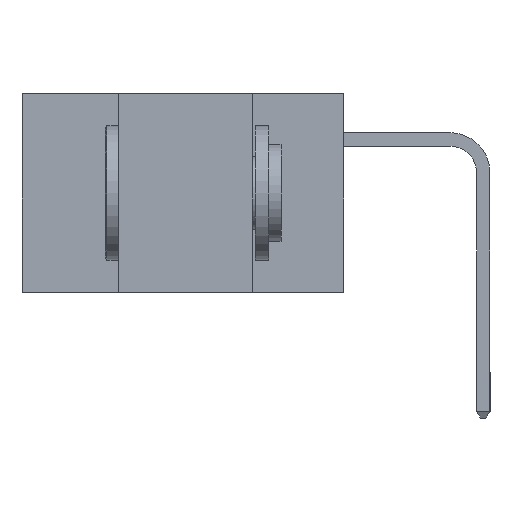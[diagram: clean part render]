
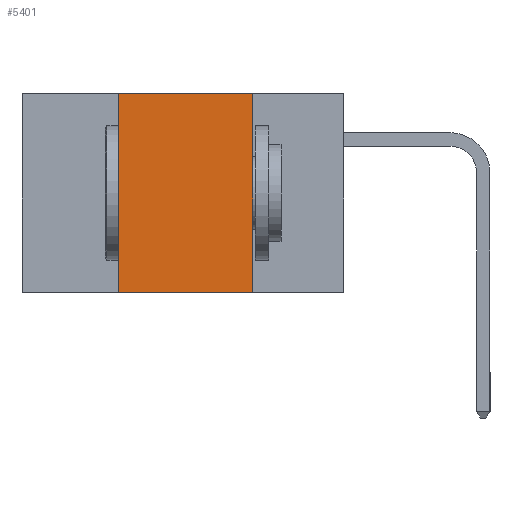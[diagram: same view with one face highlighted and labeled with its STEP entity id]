
A CAD part, left-side view. The second image highlights one B-rep face of the part: STEP entity #5401.
In plain terms, the highlighted planar face has unit normal (-1, 0, 0).
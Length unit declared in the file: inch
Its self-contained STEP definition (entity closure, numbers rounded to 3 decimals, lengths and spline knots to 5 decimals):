
#250 = CARTESIAN_POINT ( 'NONE',  ( 0., 0.6, 0. ) ) ;
#614 = LINE ( 'NONE', #6579, #17291 ) ;
#1143 = VERTEX_POINT ( 'NONE', #12177 ) ;
#1414 = VECTOR ( 'NONE', #2141, 39.37008 ) ;
#2141 = DIRECTION ( 'NONE',  ( 0., 0., 1. ) ) ;
#4348 = EDGE_CURVE ( 'NONE', #12814, #1143, #14235, .T. ) ;
#5401 = ADVANCED_FACE ( 'NONE', ( #6013 ), #10400, .F. ) ;
#6013 = FACE_OUTER_BOUND ( 'NONE', #9291, .T. ) ;
#6066 = VERTEX_POINT ( 'NONE', #11877 ) ;
#6579 = CARTESIAN_POINT ( 'NONE',  ( 0., 0.6, 0. ) ) ;
#7537 = ORIENTED_EDGE ( 'NONE', *, *, #12709, .F. ) ;
#7913 = DIRECTION ( 'NONE',  ( 0., -1., 0. ) ) ;
#7952 = CARTESIAN_POINT ( 'NONE',  ( 0., 0.17, -0.37 ) ) ;
#7975 = EDGE_CURVE ( 'NONE', #12814, #6066, #18388, .T. ) ;
#8075 = CARTESIAN_POINT ( 'NONE',  ( 0., 0.17, 0. ) ) ;
#9075 = ORIENTED_EDGE ( 'NONE', *, *, #17783, .F. ) ;
#9291 = EDGE_LOOP ( 'NONE', ( #7537, #9075, #11992, #11849 ) ) ;
#10400 = PLANE ( 'NONE',  #18336 ) ;
#11849 = ORIENTED_EDGE ( 'NONE', *, *, #7975, .T. ) ;
#11877 = CARTESIAN_POINT ( 'NONE',  ( 0., 0.17, -0.37 ) ) ;
#11992 = ORIENTED_EDGE ( 'NONE', *, *, #4348, .F. ) ;
#12177 = CARTESIAN_POINT ( 'NONE',  ( 0., 0.42, 0. ) ) ;
#12359 = DIRECTION ( 'NONE',  ( 0., 0., -1. ) ) ;
#12709 = EDGE_CURVE ( 'NONE', #16606, #6066, #18711, .T. ) ;
#12814 = VERTEX_POINT ( 'NONE', #16059 ) ;
#14015 = DIRECTION ( 'NONE',  ( 0., -1., 0. ) ) ;
#14052 = CARTESIAN_POINT ( 'NONE',  ( 0., 0.42, -0.37 ) ) ;
#14235 = LINE ( 'NONE', #14052, #1414 ) ;
#16059 = CARTESIAN_POINT ( 'NONE',  ( 0., 0.42, -0.37 ) ) ;
#16375 = DIRECTION ( 'NONE',  ( 1., 0., 0. ) ) ;
#16606 = VERTEX_POINT ( 'NONE', #8075 ) ;
#16797 = VECTOR ( 'NONE', #12359, 39.37008 ) ;
#17021 = VECTOR ( 'NONE', #7913, 39.37008 ) ;
#17291 = VECTOR ( 'NONE', #14015, 39.37008 ) ;
#17783 = EDGE_CURVE ( 'NONE', #1143, #16606, #614, .T. ) ;
#17932 = DIRECTION ( 'NONE',  ( 0., 0., -1. ) ) ;
#18191 = CARTESIAN_POINT ( 'NONE',  ( 0., 0.6, -0.37 ) ) ;
#18336 = AXIS2_PLACEMENT_3D ( 'NONE', #250, #16375, #17932 ) ;
#18388 = LINE ( 'NONE', #18191, #17021 ) ;
#18711 = LINE ( 'NONE', #7952, #16797 ) ;
